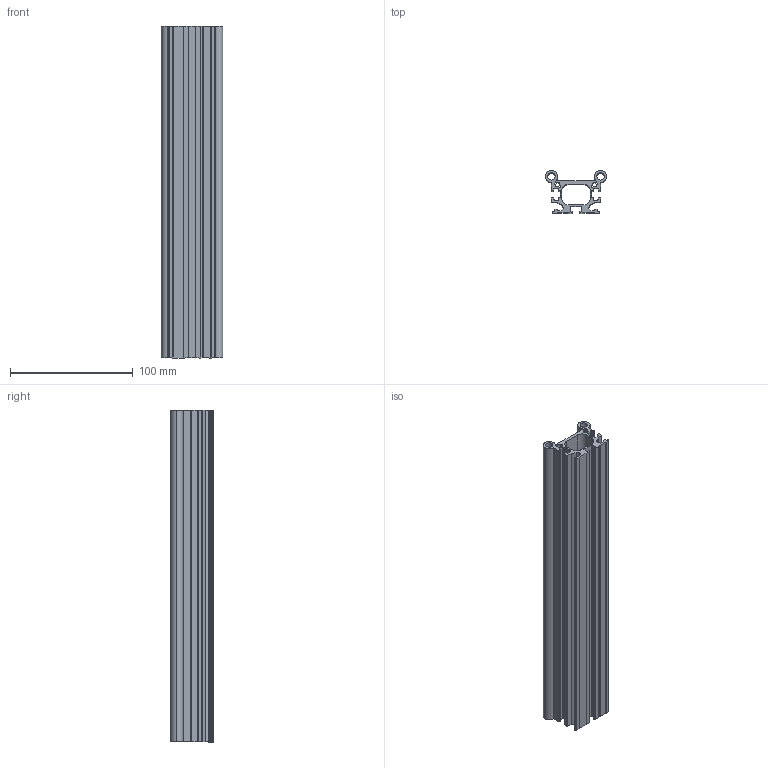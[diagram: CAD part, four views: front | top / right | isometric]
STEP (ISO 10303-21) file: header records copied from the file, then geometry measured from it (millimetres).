
FILE_DESCRIPTION (( 'STEP AP203' ), '1' );
FILE_NAME ('ZSX-104001-konfig_Default_sldprt.STEP', '2021-04-17T06:21:54', ( '' ), ( '' ), 'SwSTEP 2.0', 'SolidWorks 2013', '' );
FILE_SCHEMA (( 'CONFIG_CONTROL_DESIGN' ));
Length unit declared in the file: millimetre
Products named in the file (1): ZSX-104001-konfig_Default_sldprt
Bounding box: 50 x 35 x 270 mm (x, y, z)
Volume: 130437.3 mm3; surface area: 109920.9 mm2
Topology: 1 solids, 1 shells, 177 faces, 524 edges, 349 vertices
Faces by surface type: cylinder 89, plane 85, cone 3
Entity records: 6088 total; most frequent: CARTESIAN_POINT 1084, DIRECTION 1053, ORIENTED_EDGE 1048, EDGE_CURVE 524, AXIS2_PLACEMENT_3D 356, VERTEX_POINT 349, VECTOR 341, LINE 341
